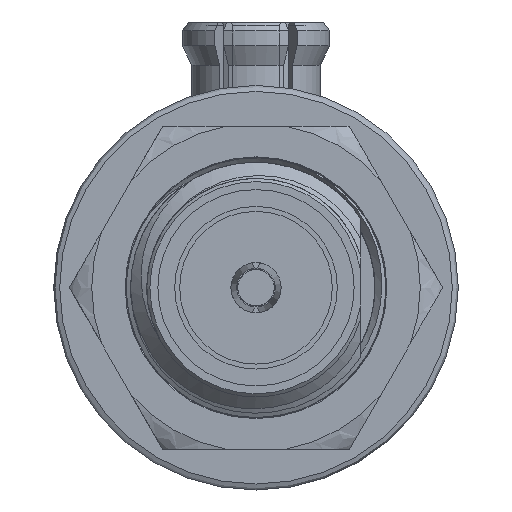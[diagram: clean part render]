
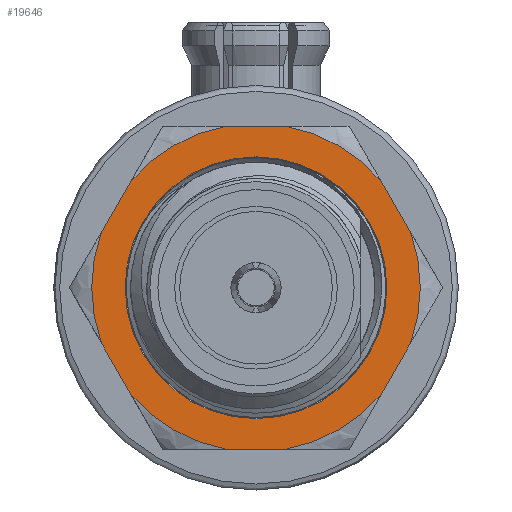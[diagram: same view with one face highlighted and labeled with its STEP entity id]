
A CAD part, front view. The second image highlights one B-rep face of the part: STEP entity #19646.
In plain terms, the highlighted planar face has unit normal (0, -1, 0).
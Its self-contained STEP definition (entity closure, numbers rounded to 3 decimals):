
#3595=LINE('',#38244,#3949);
#3596=LINE('',#38248,#3950);
#3597=LINE('',#38252,#3951);
#3598=LINE('',#38256,#3952);
#3599=LINE('',#38260,#3953);
#3600=LINE('',#38264,#3954);
#3949=VECTOR('',#22834,1000.);
#3950=VECTOR('',#22837,1000.);
#3951=VECTOR('',#22840,1000.);
#3952=VECTOR('',#22843,1000.);
#3953=VECTOR('',#22846,1000.);
#3954=VECTOR('',#22849,1000.);
#4205=PLANE('',#21415);
#5186=ORIENTED_EDGE('',*,*,#11015,.T.);
#5187=ORIENTED_EDGE('',*,*,#11016,.F.);
#5188=ORIENTED_EDGE('',*,*,#11017,.T.);
#5189=ORIENTED_EDGE('',*,*,#11018,.F.);
#5190=ORIENTED_EDGE('',*,*,#11019,.T.);
#5191=ORIENTED_EDGE('',*,*,#11020,.F.);
#5192=ORIENTED_EDGE('',*,*,#11021,.T.);
#5193=ORIENTED_EDGE('',*,*,#11022,.F.);
#5194=ORIENTED_EDGE('',*,*,#11023,.T.);
#5195=ORIENTED_EDGE('',*,*,#11024,.F.);
#5196=ORIENTED_EDGE('',*,*,#11025,.T.);
#5197=ORIENTED_EDGE('',*,*,#11026,.F.);
#5198=ORIENTED_EDGE('',*,*,#11027,.T.);
#11015=EDGE_CURVE('',#14018,#14018,#15603,.F.);
#11016=EDGE_CURVE('',#14019,#14020,#15604,.F.);
#11017=EDGE_CURVE('',#14019,#14021,#3595,.T.);
#11018=EDGE_CURVE('',#14022,#14021,#15605,.F.);
#11019=EDGE_CURVE('',#14022,#14023,#3596,.T.);
#11020=EDGE_CURVE('',#14024,#14023,#15606,.F.);
#11021=EDGE_CURVE('',#14024,#14025,#3597,.T.);
#11022=EDGE_CURVE('',#14026,#14025,#15607,.F.);
#11023=EDGE_CURVE('',#14026,#14027,#3598,.T.);
#11024=EDGE_CURVE('',#14028,#14027,#15608,.F.);
#11025=EDGE_CURVE('',#14028,#14029,#3599,.T.);
#11026=EDGE_CURVE('',#14030,#14029,#15609,.F.);
#11027=EDGE_CURVE('',#14030,#14020,#3600,.T.);
#14018=VERTEX_POINT('',#38240);
#14019=VERTEX_POINT('',#38242);
#14020=VERTEX_POINT('',#38243);
#14021=VERTEX_POINT('',#38245);
#14022=VERTEX_POINT('',#38247);
#14023=VERTEX_POINT('',#38249);
#14024=VERTEX_POINT('',#38251);
#14025=VERTEX_POINT('',#38253);
#14026=VERTEX_POINT('',#38255);
#14027=VERTEX_POINT('',#38257);
#14028=VERTEX_POINT('',#38259);
#14029=VERTEX_POINT('',#38261);
#14030=VERTEX_POINT('',#38263);
#15603=CIRCLE('',#21416,3.3);
#15604=CIRCLE('',#21417,4.142);
#15605=CIRCLE('',#21418,4.142);
#15606=CIRCLE('',#21419,4.142);
#15607=CIRCLE('',#21420,4.142);
#15608=CIRCLE('',#21421,4.142);
#15609=CIRCLE('',#21422,4.142);
#16080=EDGE_LOOP('',(#5186));
#16081=EDGE_LOOP('',(#5187,#5188,#5189,#5190,#5191,#5192,#5193,#5194,#5195,
#5196,#5197,#5198));
#17713=FACE_BOUND('',#16080,.T.);
#17714=FACE_BOUND('',#16081,.T.);
#19646=ADVANCED_FACE('',(#17713,#17714),#4205,.T.);
#21415=AXIS2_PLACEMENT_3D('',#38238,#22828,#22829);
#21416=AXIS2_PLACEMENT_3D('',#38239,#22830,#22831);
#21417=AXIS2_PLACEMENT_3D('',#38241,#22832,#22833);
#21418=AXIS2_PLACEMENT_3D('',#38246,#22835,#22836);
#21419=AXIS2_PLACEMENT_3D('',#38250,#22838,#22839);
#21420=AXIS2_PLACEMENT_3D('',#38254,#22841,#22842);
#21421=AXIS2_PLACEMENT_3D('',#38258,#22844,#22845);
#21422=AXIS2_PLACEMENT_3D('',#38262,#22847,#22848);
#22828=DIRECTION('',(0.,-1.,0.));
#22829=DIRECTION('',(0.,0.,-1.));
#22830=DIRECTION('',(0.,-1.,0.));
#22831=DIRECTION('',(0.,0.,-1.));
#22832=DIRECTION('',(0.,-1.,0.));
#22833=DIRECTION('',(0.,0.,-1.));
#22834=DIRECTION('',(1.,0.,0.));
#22835=DIRECTION('',(0.,-1.,0.));
#22836=DIRECTION('',(0.,0.,-1.));
#22837=DIRECTION('',(0.5,0.,0.866));
#22838=DIRECTION('',(0.,-1.,0.));
#22839=DIRECTION('',(0.,0.,-1.));
#22840=DIRECTION('',(-0.5,0.,0.866));
#22841=DIRECTION('',(0.,-1.,0.));
#22842=DIRECTION('',(0.,0.,-1.));
#22843=DIRECTION('',(-1.,0.,0.));
#22844=DIRECTION('',(0.,-1.,0.));
#22845=DIRECTION('',(0.,0.,-1.));
#22846=DIRECTION('',(-0.5,0.,-0.866));
#22847=DIRECTION('',(0.,-1.,0.));
#22848=DIRECTION('',(0.,0.,-1.));
#22849=DIRECTION('',(0.5,0.,-0.866));
#38238=CARTESIAN_POINT('',(0.,-75.7,0.));
#38239=CARTESIAN_POINT('',(0.,-75.7,0.));
#38240=CARTESIAN_POINT('',(0.,-75.7,-3.3));
#38241=CARTESIAN_POINT('',(0.,-75.7,0.));
#38242=CARTESIAN_POINT('',(-0.744,-75.7,-4.075));
#38243=CARTESIAN_POINT('',(-3.157,-75.7,-2.682));
#38244=CARTESIAN_POINT('',(-2.353,-75.7,-4.075));
#38245=CARTESIAN_POINT('',(0.744,-75.7,-4.075));
#38246=CARTESIAN_POINT('',(0.,-75.7,0.));
#38247=CARTESIAN_POINT('',(3.157,-75.7,-2.682));
#38248=CARTESIAN_POINT('',(2.353,-75.7,-4.075));
#38249=CARTESIAN_POINT('',(3.901,-75.7,-1.393));
#38250=CARTESIAN_POINT('',(0.,-75.7,0.));
#38251=CARTESIAN_POINT('',(3.901,-75.7,1.393));
#38252=CARTESIAN_POINT('',(4.705,-75.7,0.));
#38253=CARTESIAN_POINT('',(3.157,-75.7,2.682));
#38254=CARTESIAN_POINT('',(0.,-75.7,0.));
#38255=CARTESIAN_POINT('',(0.744,-75.7,4.075));
#38256=CARTESIAN_POINT('',(2.353,-75.7,4.075));
#38257=CARTESIAN_POINT('',(-0.744,-75.7,4.075));
#38258=CARTESIAN_POINT('',(0.,-75.7,0.));
#38259=CARTESIAN_POINT('',(-3.157,-75.7,2.682));
#38260=CARTESIAN_POINT('',(-2.353,-75.7,4.075));
#38261=CARTESIAN_POINT('',(-3.901,-75.7,1.393));
#38262=CARTESIAN_POINT('',(0.,-75.7,0.));
#38263=CARTESIAN_POINT('',(-3.901,-75.7,-1.393));
#38264=CARTESIAN_POINT('',(-4.705,-75.7,0.));
